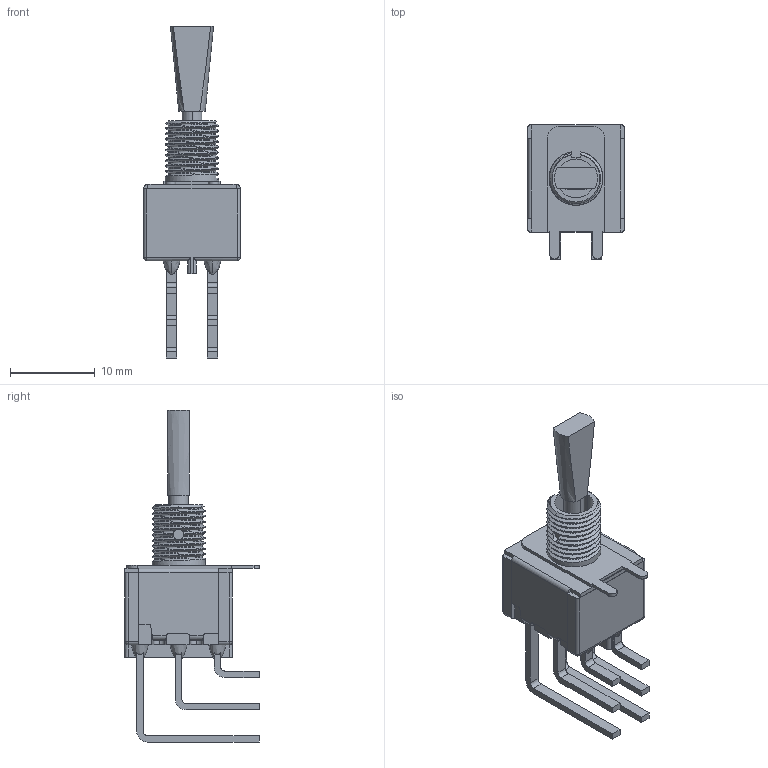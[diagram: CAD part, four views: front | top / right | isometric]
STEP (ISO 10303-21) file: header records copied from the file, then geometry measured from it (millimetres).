
FILE_DESCRIPTION (( 'STEP AP214' ), '1' );
FILE_NAME ('7201P3DAV2QE.STEP', '2020-10-05T15:23:04', ( '' ), ( '' ), 'SwSTEP 2.0', 'SolidWorks 2017', '' );
FILE_SCHEMA (( 'AUTOMOTIVE_DESIGN' ));
Length unit declared in the file: inch
Products named in the file (1): 7201P3DAV2QE
Bounding box: 11.43 x 15.88 x 39.23 mm (x, y, z)
Volume: 1642.8 mm3; surface area: 2342.9 mm2
Topology: 15 solids, 15 shells, 329 faces, 866 edges, 538 vertices
Faces by surface type: plane 150, cylinder 91, bspline 78, cone 6, sphere 4
Entity records: 25934 total; most frequent: CARTESIAN_POINT 18633, ORIENTED_EDGE 1676, DIRECTION 1201, EDGE_CURVE 838, VERTEX_POINT 538, LINE 425, VECTOR 425, AXIS2_PLACEMENT_3D 388
